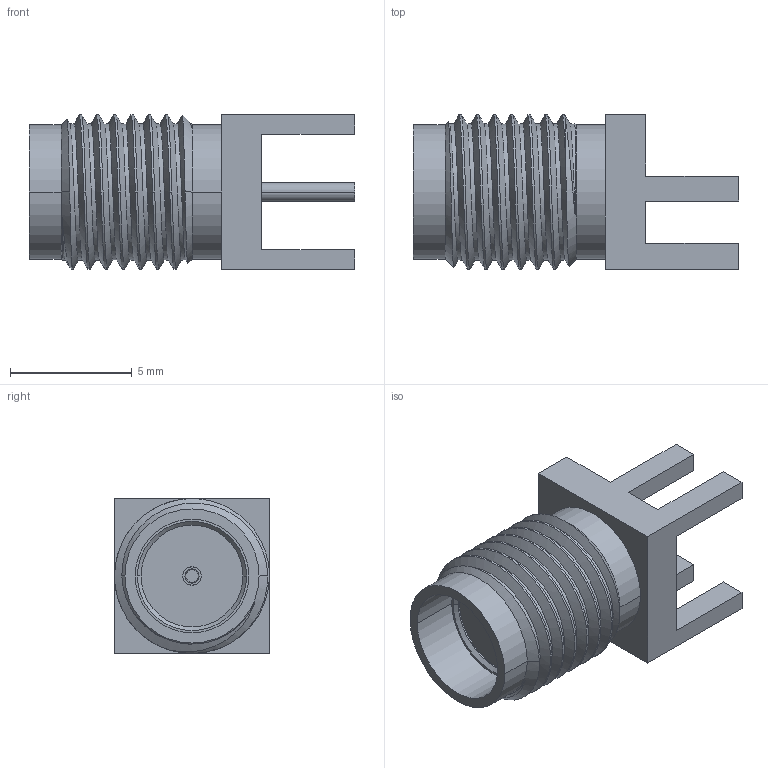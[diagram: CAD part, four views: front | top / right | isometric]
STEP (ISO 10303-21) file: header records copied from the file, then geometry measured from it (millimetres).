
FILE_DESCRIPTION(('FreeCAD Model'),'2;1');
FILE_NAME('Open CASCADE Shape Model','2023-11-18T12:27:36',('Eric Obeng' ),('Erictronics Systems'),'Open CASCADE STEP processor 7.6', 'FreeCAD','Unknown');
FILE_SCHEMA(('AP242_MANAGED_MODEL_BASED_3D_ENGINEERING_MIM_LF. {1 0 10303 442 1 1 4 }'));
Length unit declared in the file: millimetre
Products named in the file (4): CON-SMA-EDGE-S003; CON-SMA-EDGE-S; CON-SMA-EDGE-S001; CON-SMA-EDGE-S002
Assembly tree (3 placements, depth 2):
  CON-SMA-EDGE-S003
    CON-SMA-EDGE-S
    CON-SMA-EDGE-S001
    CON-SMA-EDGE-S002
Bounding box: 13.33 x 6.35 x 6.35 mm (x, y, z)
Volume: 251.1 mm3; surface area: 652.4 mm2
Topology: 3 solids, 3 shells, 80 faces, 202 edges, 132 vertices
Faces by surface type: plane 34, cylinder 32, cone 11, bspline 3
Entity records: 3632 total; most frequent: CARTESIAN_POINT 1697, ORIENTED_EDGE 404, DIRECTION 368, EDGE_CURVE 202, AXIS2_PLACEMENT_3D 133, VERTEX_POINT 132, LINE 102, VECTOR 102
